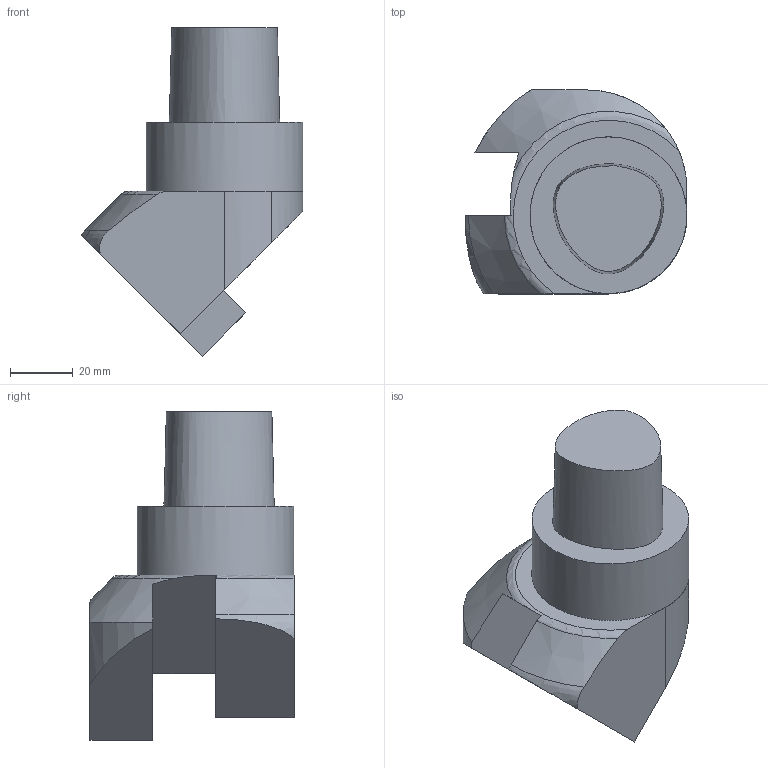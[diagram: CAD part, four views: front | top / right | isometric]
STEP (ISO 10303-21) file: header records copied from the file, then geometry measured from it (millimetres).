
FILE_DESCRIPTION((''),'1');
FILE_NAME('C5-45-BH20L-5838.stp','2017-05-03T03:51:22',(''),(''),'Spatial Interop R21 SP3','Kubotek KeyCreator 2011 V10.0.2 (22737)',' ');
FILE_SCHEMA(('automotive_design'));
Length unit declared in the file: millimetre
Products named in the file (1): 240[2]
Bounding box: 70.71 x 65 x 104.59 mm (x, y, z)
Volume: 165269.4 mm3; surface area: 21866.6 mm2
Topology: 1 solids, 1 shells, 27 faces, 68 edges, 45 vertices
Faces by surface type: plane 16, cylinder 6, cone 2, torus 2, bspline 1
Full cylindrical faces by diameter (mm): 49.98 x1
Entity records: 2127 total; most frequent: CARTESIAN_POINT 799, ORIENTED_EDGE 134, DIRECTION 131, PRESENTATION_STYLE_ASSIGNMENT 123, COLOUR_RGB 123, STYLED_ITEM 95, CURVE_STYLE 95, DRAUGHTING_PRE_DEFINED_CURVE_FONT 95
